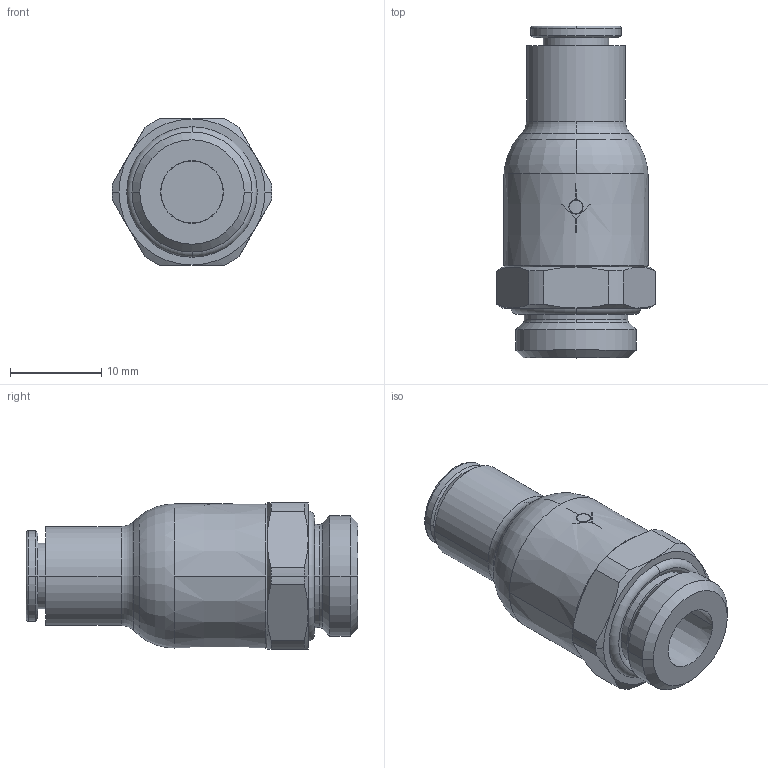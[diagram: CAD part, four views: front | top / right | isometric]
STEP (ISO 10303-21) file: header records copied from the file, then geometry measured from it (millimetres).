
FILE_DESCRIPTION(('STEP AP214'),'1');
FILE_NAME('7994_06_13.stp','2016-07-07T14:32:00',('TraceParts'),('TraceParts S.A.'),'Spatial InterOp 3D',' ',' ');
FILE_SCHEMA(('automotive_design'));
Length unit declared in the file: millimetre
Products named in the file (1): 1
Bounding box: 17.5 x 36.36 x 16 mm (x, y, z)
Volume: 4961.1 mm3; surface area: 2331.7 mm2
Topology: 1 solids, 1 shells, 98 faces, 241 edges, 153 vertices
Faces by surface type: cone 33, plane 28, cylinder 23, torus 14
Entity records: 3041 total; most frequent: CARTESIAN_POINT 667, DIRECTION 543, ORIENTED_EDGE 482, EDGE_CURVE 241, AXIS2_PLACEMENT_3D 232, VERTEX_POINT 153, CIRCLE 127, EDGE_LOOP 106
